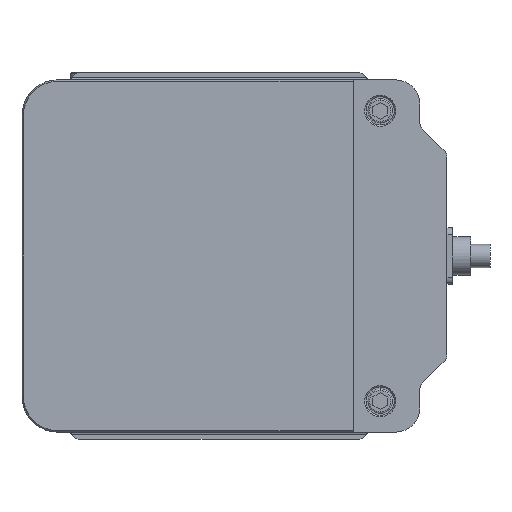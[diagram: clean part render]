
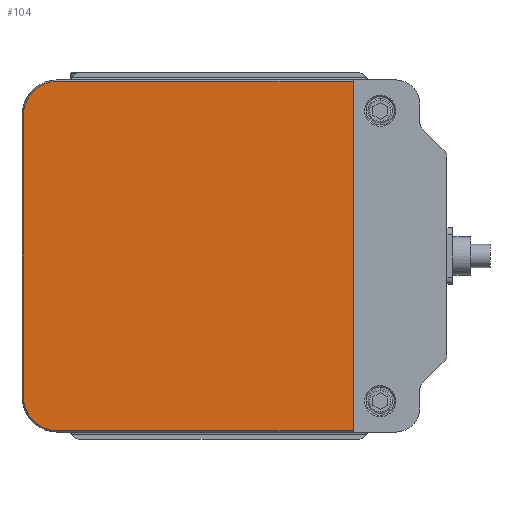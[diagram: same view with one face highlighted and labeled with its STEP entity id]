
A CAD part, front view. The second image highlights one B-rep face of the part: STEP entity #104.
In plain terms, the highlighted planar face has unit normal (0, -1, 0).
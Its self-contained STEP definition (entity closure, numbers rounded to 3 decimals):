
#104 = ADVANCED_FACE ( 'NONE', ( #13120 ), #10908, .F. ) ;
#703 = VERTEX_POINT ( 'NONE', #25583 ) ;
#748 = DIRECTION ( 'NONE',  ( 0., 0., 1. ) ) ;
#854 = LINE ( 'NONE', #14256, #5393 ) ;
#2144 = VECTOR ( 'NONE', #19899, 1000. ) ;
#2402 = DIRECTION ( 'NONE',  ( 0., -1., 0. ) ) ;
#3898 = EDGE_CURVE ( 'NONE', #703, #18419, #8784, .T. ) ;
#4571 = DIRECTION ( 'NONE',  ( 0., 1., 0. ) ) ;
#4604 = CARTESIAN_POINT ( 'NONE',  ( 12.255, -12.8, -18.055 ) ) ;
#4621 = EDGE_CURVE ( 'NONE', #6955, #28174, #12039, .T. ) ;
#5393 = VECTOR ( 'NONE', #27642, 1000. ) ;
#5849 = AXIS2_PLACEMENT_3D ( 'NONE', #14296, #18702, #748 ) ;
#5864 = VERTEX_POINT ( 'NONE', #23246 ) ;
#6237 = VECTOR ( 'NONE', #23460, 1000. ) ;
#6495 = CARTESIAN_POINT ( 'NONE',  ( 16.645, -12.8, 15.705 ) ) ;
#6781 = EDGE_CURVE ( 'NONE', #6955, #20886, #25950, .T. ) ;
#6955 = VERTEX_POINT ( 'NONE', #17401 ) ;
#7437 = ORIENTED_EDGE ( 'NONE', *, *, #6781, .T. ) ;
#8416 = ORIENTED_EDGE ( 'NONE', *, *, #4621, .F. ) ;
#8784 = CIRCLE ( 'NONE', #25228, 3.55 ) ;
#8865 = LINE ( 'NONE', #24317, #2144 ) ;
#9180 = ORIENTED_EDGE ( 'NONE', *, *, #3898, .T. ) ;
#9511 = CARTESIAN_POINT ( 'NONE',  ( 12.255, -12.8, 18.205 ) ) ;
#10908 = PLANE ( 'NONE',  #26039 ) ;
#11989 = CIRCLE ( 'NONE', #5849, 3.55 ) ;
#12039 = LINE ( 'NONE', #9511, #16363 ) ;
#12326 = ORIENTED_EDGE ( 'NONE', *, *, #13467, .T. ) ;
#12729 = EDGE_CURVE ( 'NONE', #20886, #5864, #11989, .T. ) ;
#13120 = FACE_OUTER_BOUND ( 'NONE', #23862, .T. ) ;
#13467 = EDGE_CURVE ( 'NONE', #5864, #703, #8865, .T. ) ;
#13581 = DIRECTION ( 'NONE',  ( 0., 0., 1. ) ) ;
#14256 = CARTESIAN_POINT ( 'NONE',  ( 16.645, -12.8, -18.055 ) ) ;
#14296 = CARTESIAN_POINT ( 'NONE',  ( -18.255, -12.8, 14.505 ) ) ;
#14558 = EDGE_CURVE ( 'NONE', #18419, #28174, #854, .T. ) ;
#15745 = ORIENTED_EDGE ( 'NONE', *, *, #14558, .T. ) ;
#15938 = CARTESIAN_POINT ( 'NONE',  ( -18.255, -12.8, -14.505 ) ) ;
#16363 = VECTOR ( 'NONE', #16429, 1000. ) ;
#16429 = DIRECTION ( 'NONE',  ( 0., 0., -1. ) ) ;
#17401 = CARTESIAN_POINT ( 'NONE',  ( 12.255, -12.8, 18.055 ) ) ;
#18419 = VERTEX_POINT ( 'NONE', #20227 ) ;
#18702 = DIRECTION ( 'NONE',  ( 0., -1., 0. ) ) ;
#19899 = DIRECTION ( 'NONE',  ( 0., 0., -1. ) ) ;
#20227 = CARTESIAN_POINT ( 'NONE',  ( -18.255, -12.8, -18.055 ) ) ;
#20866 = CARTESIAN_POINT ( 'NONE',  ( -18.255, -12.8, 18.055 ) ) ;
#20886 = VERTEX_POINT ( 'NONE', #20866 ) ;
#21665 = CARTESIAN_POINT ( 'NONE',  ( 16.645, -12.8, 18.055 ) ) ;
#21895 = ORIENTED_EDGE ( 'NONE', *, *, #12729, .T. ) ;
#23246 = CARTESIAN_POINT ( 'NONE',  ( -21.805, -12.8, 14.505 ) ) ;
#23460 = DIRECTION ( 'NONE',  ( -1., 0., 0. ) ) ;
#23862 = EDGE_LOOP ( 'NONE', ( #9180, #15745, #8416, #7437, #21895, #12326 ) ) ;
#24317 = CARTESIAN_POINT ( 'NONE',  ( -21.805, -12.8, 15.705 ) ) ;
#25228 = AXIS2_PLACEMENT_3D ( 'NONE', #15938, #2402, #13581 ) ;
#25583 = CARTESIAN_POINT ( 'NONE',  ( -21.805, -12.8, -14.505 ) ) ;
#25950 = LINE ( 'NONE', #21665, #6237 ) ;
#26039 = AXIS2_PLACEMENT_3D ( 'NONE', #6495, #4571, #28997 ) ;
#27642 = DIRECTION ( 'NONE',  ( 1., 0., 0. ) ) ;
#28174 = VERTEX_POINT ( 'NONE', #4604 ) ;
#28997 = DIRECTION ( 'NONE',  ( 0., 0., 1. ) ) ;
